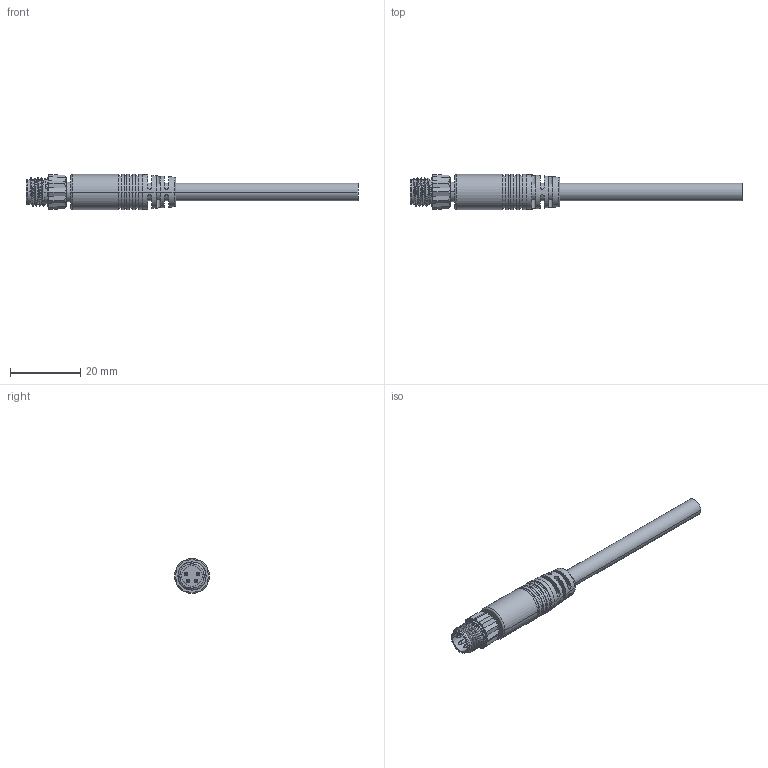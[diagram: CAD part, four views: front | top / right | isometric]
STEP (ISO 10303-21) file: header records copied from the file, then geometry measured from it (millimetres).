
FILE_DESCRIPTION((''),'2;1');
FILE_NAME('003731_ASM','2021-07-20T',('L100003'),(''),'PRO/ENGINEER BY PARAMETRIC TECHNOLOGY CORPORATION, 2017170','PRO/ENGINEER BY PARAMETRIC TECHNOLOGY CORPORATION, 2017170','');
FILE_SCHEMA(('CONFIG_CONTROL_DESIGN'));
Length unit declared in the file: millimetre
Products named in the file (9): MSBR-8; MSBR-7; MSBR-6; MSBR-5; MSBR-4; MSBR-3; MSBR-2; MSBR-1; 003731_ASM
Assembly tree (8 placements, depth 2):
  003731_ASM
    MSBR-8
    MSBR-7
    MSBR-6
    MSBR-5
    MSBR-4
    MSBR-3
    MSBR-2
    MSBR-1
Bounding box: 94.7 x 10 x 10 mm (x, y, z)
Volume: 3872.7 mm3; surface area: 3830.2 mm2
Topology: 8 solids, 8 shells, 349 faces, 848 edges, 533 vertices
Faces by surface type: cylinder 194, plane 89, cone 42, bspline 8, sphere 8, torus 6, extrusion 2
Entity records: 15047 total; most frequent: CARTESIAN_POINT 4079, DIRECTION 1849, ORIENTED_EDGE 1664, EDGE_CURVE 832, AXIS2_PLACEMENT_3D 756, VERTEX_POINT 533, CIRCLE 400, EDGE_LOOP 385
